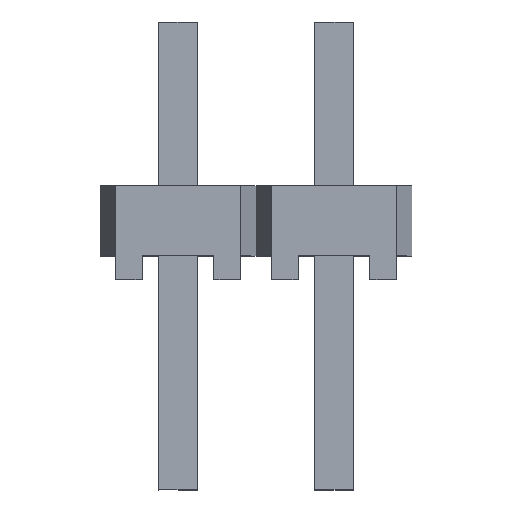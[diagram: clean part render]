
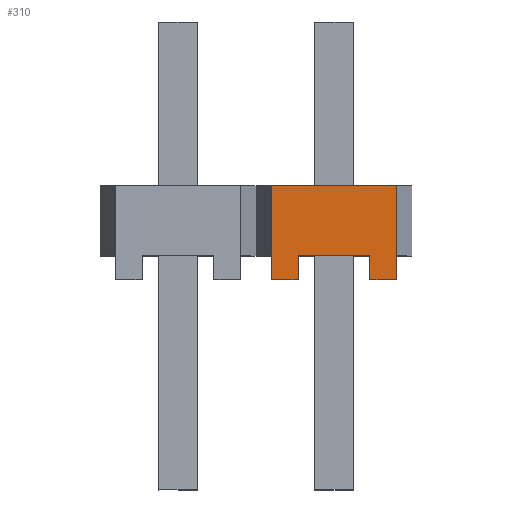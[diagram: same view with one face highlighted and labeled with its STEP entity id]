
A CAD part, top view. The second image highlights one B-rep face of the part: STEP entity #310.
In plain terms, the highlighted planar face has unit normal (0, 0, 1).
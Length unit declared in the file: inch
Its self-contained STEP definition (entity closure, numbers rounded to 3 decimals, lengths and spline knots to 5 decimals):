
#310 = ADVANCED_FACE( '', ( #599 ), #600, .F. );
#599 = FACE_OUTER_BOUND( '', #867, .T. );
#600 = PLANE( '', #868 );
#867 = EDGE_LOOP( '', ( #1614, #1615, #1616, #1617, #1618, #1619, #1620, #1621, #1622, #1623 ) );
#868 = AXIS2_PLACEMENT_3D( '', #1624, #1625, #1626 );
#1614 = ORIENTED_EDGE( '', *, *, #1854, .T. );
#1615 = ORIENTED_EDGE( '', *, *, #1760, .F. );
#1616 = ORIENTED_EDGE( '', *, *, #1683, .T. );
#1617 = ORIENTED_EDGE( '', *, *, #1833, .F. );
#1618 = ORIENTED_EDGE( '', *, *, #1809, .F. );
#1619 = ORIENTED_EDGE( '', *, *, #1920, .F. );
#1620 = ORIENTED_EDGE( '', *, *, #1774, .T. );
#1621 = ORIENTED_EDGE( '', *, *, #1719, .F. );
#1622 = ORIENTED_EDGE( '', *, *, #1670, .F. );
#1623 = ORIENTED_EDGE( '', *, *, #1755, .F. );
#1624 = CARTESIAN_POINT( '', ( -0.09, 0.06, 0.049 ) );
#1625 = DIRECTION( '', ( 0., 0., -1. ) );
#1626 = DIRECTION( '', ( -1., 0., 0. ) );
#1670 = EDGE_CURVE( '', #1996, #1992, #1998, .T. );
#1683 = EDGE_CURVE( '', #2020, #2018, #2021, .T. );
#1719 = EDGE_CURVE( '', #1992, #2076, #2082, .T. );
#1755 = EDGE_CURVE( '', #2143, #1996, #2145, .T. );
#1760 = EDGE_CURVE( '', #2020, #2148, #2152, .T. );
#1774 = EDGE_CURVE( '', #2171, #2076, #2172, .T. );
#1809 = EDGE_CURVE( '', #2221, #2223, #2224, .T. );
#1833 = EDGE_CURVE( '', #2223, #2018, #2257, .T. );
#1854 = EDGE_CURVE( '', #2143, #2148, #2282, .T. );
#1920 = EDGE_CURVE( '', #2171, #2221, #2356, .T. );
#1992 = VERTEX_POINT( '', #2458 );
#1996 = VERTEX_POINT( '', #2464 );
#1998 = LINE( '', #2467, #2468 );
#2018 = VERTEX_POINT( '', #2496 );
#2020 = VERTEX_POINT( '', #2499 );
#2021 = LINE( '', #2500, #2501 );
#2076 = VERTEX_POINT( '', #2583 );
#2082 = LINE( '', #2592, #2593 );
#2143 = VERTEX_POINT( '', #2684 );
#2145 = LINE( '', #2687, #2688 );
#2148 = VERTEX_POINT( '', #2692 );
#2152 = LINE( '', #2698, #2699 );
#2171 = VERTEX_POINT( '', #2727 );
#2172 = LINE( '', #2728, #2729 );
#2221 = VERTEX_POINT( '', #2805 );
#2223 = VERTEX_POINT( '', #2808 );
#2224 = LINE( '', #2809, #2810 );
#2257 = LINE( '', #2863, #2864 );
#2282 = LINE( '', #2901, #2902 );
#2356 = LINE( '', #3005, #3006 );
#2458 = CARTESIAN_POINT( '', ( 0.09, 0.015, 0.049 ) );
#2464 = CARTESIAN_POINT( '', ( 0.09, 0.06, 0.049 ) );
#2467 = CARTESIAN_POINT( '', ( 0.09, 0.06, 0.049 ) );
#2468 = VECTOR( '', #3043, 39.37008 );
#2496 = CARTESIAN_POINT( '', ( 0.027, 0., 0.049 ) );
#2499 = CARTESIAN_POINT( '', ( 0.01, 0., 0.049 ) );
#2500 = CARTESIAN_POINT( '', ( -0.09, 0., 0.049 ) );
#2501 = VECTOR( '', #3053, 39.37008 );
#2583 = CARTESIAN_POINT( '', ( 0.09, 0., 0.049 ) );
#2592 = CARTESIAN_POINT( '', ( 0.09, 0.06, 0.049 ) );
#2593 = VECTOR( '', #3084, 39.37008 );
#2684 = CARTESIAN_POINT( '', ( 0.01, 0.06, 0.049 ) );
#2687 = CARTESIAN_POINT( '', ( -0.09, 0.06, 0.049 ) );
#2688 = VECTOR( '', #3116, 39.37008 );
#2692 = CARTESIAN_POINT( '', ( 0.01, 0.015, 0.049 ) );
#2698 = CARTESIAN_POINT( '', ( 0.01, 0.06, 0.049 ) );
#2699 = VECTOR( '', #3120, 39.37008 );
#2727 = CARTESIAN_POINT( '', ( 0.073, 0., 0.049 ) );
#2728 = CARTESIAN_POINT( '', ( -0.09, 0., 0.049 ) );
#2729 = VECTOR( '', #3130, 39.37008 );
#2805 = CARTESIAN_POINT( '', ( 0.073, 0.015, 0.049 ) );
#2808 = CARTESIAN_POINT( '', ( 0.027, 0.015, 0.049 ) );
#2809 = CARTESIAN_POINT( '', ( -0.09, 0.015, 0.049 ) );
#2810 = VECTOR( '', #3159, 39.37008 );
#2863 = CARTESIAN_POINT( '', ( 0.027, 0.06, 0.049 ) );
#2864 = VECTOR( '', #3180, 39.37008 );
#2901 = CARTESIAN_POINT( '', ( 0.01, 0.098, 0.049 ) );
#2902 = VECTOR( '', #3193, 39.37008 );
#3005 = CARTESIAN_POINT( '', ( 0.073, 0.06, 0.049 ) );
#3006 = VECTOR( '', #3223, 39.37008 );
#3043 = DIRECTION( '', ( 0., -1., 0. ) );
#3053 = DIRECTION( '', ( 1., 0., 0. ) );
#3084 = DIRECTION( '', ( 0., -1., 0. ) );
#3116 = DIRECTION( '', ( 1., 0., 0. ) );
#3120 = DIRECTION( '', ( 0., 1., 0. ) );
#3130 = DIRECTION( '', ( 1., 0., 0. ) );
#3159 = DIRECTION( '', ( -1., 0., 0. ) );
#3180 = DIRECTION( '', ( 0., -1., 0. ) );
#3193 = DIRECTION( '', ( 0., -1., 0. ) );
#3223 = DIRECTION( '', ( 0., 1., 0. ) );
